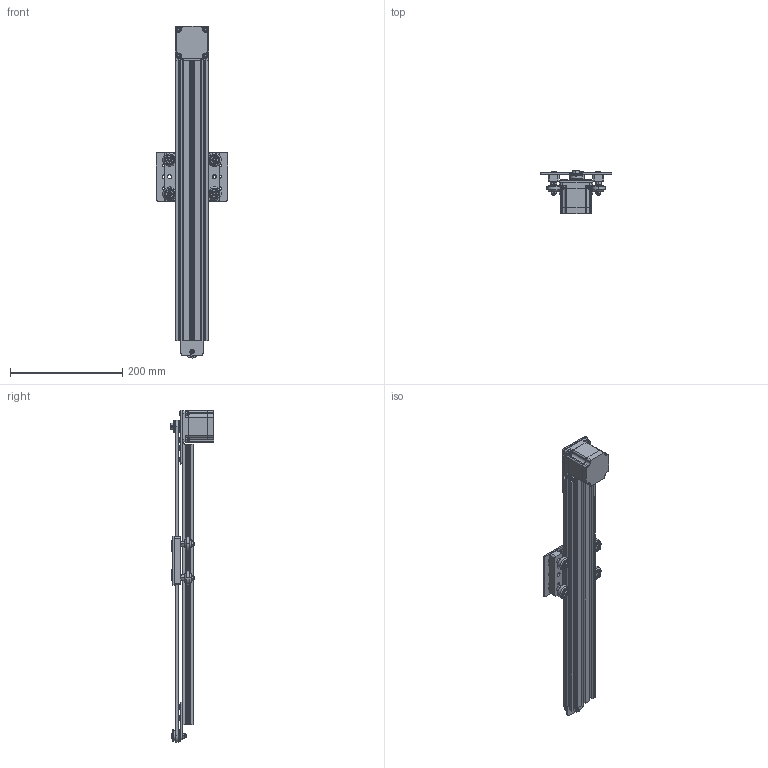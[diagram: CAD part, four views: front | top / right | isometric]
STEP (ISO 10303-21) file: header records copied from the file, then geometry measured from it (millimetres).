
FILE_DESCRIPTION (( 'STEP AP203' ), '1' );
FILE_NAME ('Nema 23 V Slot Belt Driven Actuator 500mm.step', '2015-08-20T16:43:47', ( '' ), ( '' ), 'SwSTEP 2.0', 'SolidWorks 2014', '' );
FILE_SCHEMA (( 'CONFIG_CONTROL_DESIGN' ));
Length unit declared in the file: millimetre
Products named in the file (28): Ball Bearing 5 x 16 x 5; Spacer Block; GT3 Timing Pulley 20 Tooth; Low Profile Screw M5_M5 x 15; Precision Shim 10 x 5 x 1; Solid V Wheel; Smooth Idler Pulley Wheel; Double Tee Nut; Eccentric Spacer 6mm; Nylon Spacer 0.125in; Low Profile Screw M5_M5 x 25; Solid V Wheel_Eccentric; Smooth Idler; Nylon Insert Lock Nut M5; Aluminum Spacer 6mm; Precision Shim 8 x 5 x 1; Low Profile Screw M5_M5 x 8; Solid V Wheel_Straight; GT3 Belt 1160mm; Tee Nut; Motor Mount Plate Nema 23; Aluminum Spacer 9mm; V-Slot 20x60x500 Linear Rail; Nema 23 Stepper Motor; Nema 23 V Slot Belt Driven Actuator 500mm; V-Slot Gantry Plate 20-80mm; Idler Pulley Plate; Low Profile Screw M5_M5 x 40
Assembly tree (66 placements, depth 3):
  Nema 23 V Slot Belt Driven Actuator 500mm
    Low Profile Screw M5_M5 x 40  x4
    Low Profile Screw M5_M5 x 15  x10
    Double Tee Nut  x3
    Low Profile Screw M5_M5 x 25
    Nylon Insert Lock Nut M5  x5
    Low Profile Screw M5_M5 x 8  x6
    Tee Nut  x2
    V-Slot 20x60x500 Linear Rail
    V-Slot Gantry Plate 20-80mm
    Spacer Block  x2
    Solid V Wheel_Eccentric  x2
      Solid V Wheel
      Ball Bearing 5 x 16 x 5
      Precision Shim 10 x 5 x 1
      Nylon Insert Lock Nut M5
      Eccentric Spacer 6mm
    Solid V Wheel_Straight  x2
      Solid V Wheel
      Ball Bearing 5 x 16 x 5
      Precision Shim 10 x 5 x 1
      Nylon Insert Lock Nut M5
      Aluminum Spacer 6mm
    Motor Mount Plate Nema 23
    Nema 23 Stepper Motor
    Idler Pulley Plate
    GT3 Timing Pulley 20 Tooth
    Smooth Idler
      Smooth Idler Pulley Wheel
      Ball Bearing 5 x 16 x 5  x2
      Nylon Spacer 0.125in
    Precision Shim 8 x 5 x 1
    GT3 Belt 1160mm
    Aluminum Spacer 9mm  x2
Bounding box: 127 x 77.6 x 592.65 mm (x, y, z)
Volume: 511673 mm3; surface area: 345629.8 mm2
Topology: 75 solids, 75 shells, 1791 faces, 4271 edges, 2757 vertices
Faces by surface type: plane 761, cylinder 688, cone 282, torus 60
Entity records: 31507 total; most frequent: CARTESIAN_POINT 5145, DIRECTION 4849, ORIENTED_EDGE 4480, EDGE_CURVE 2240, AXIS2_PLACEMENT_3D 1775, VERTEX_POINT 1475, LINE 1299, VECTOR 1299
